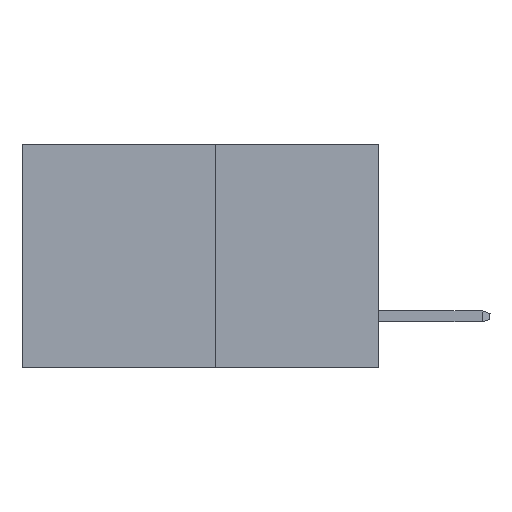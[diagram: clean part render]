
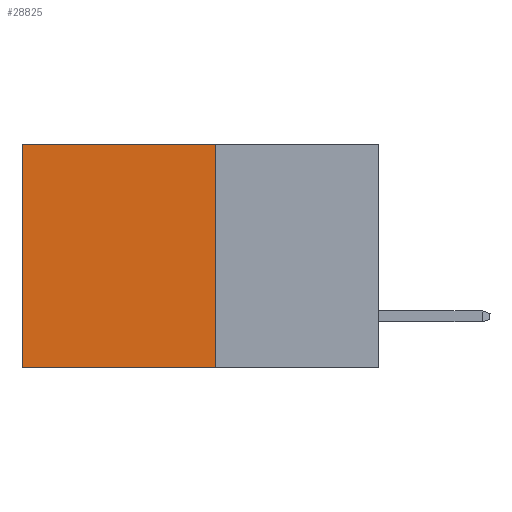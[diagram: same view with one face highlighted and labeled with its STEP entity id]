
A CAD part, left-side view. The second image highlights one B-rep face of the part: STEP entity #28825.
In plain terms, the highlighted planar face has unit normal (-1, 0, 0).
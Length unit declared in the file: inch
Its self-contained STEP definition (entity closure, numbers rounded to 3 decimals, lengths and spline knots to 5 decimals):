
#2101 = VECTOR ( 'NONE', #8365, 39.37008 ) ;
#3330 = VECTOR ( 'NONE', #8183, 39.37008 ) ;
#3402 = FACE_OUTER_BOUND ( 'NONE', #21518, .T. ) ;
#4122 = LINE ( 'NONE', #4527, #29512 ) ;
#4527 = CARTESIAN_POINT ( 'NONE',  ( 0.277, 0.27, -0.37 ) ) ;
#4928 = LINE ( 'NONE', #6425, #30332 ) ;
#6202 = EDGE_CURVE ( 'NONE', #20451, #22212, #4928, .T. ) ;
#6425 = CARTESIAN_POINT ( 'NONE',  ( 0.277, 0.27, -0.37 ) ) ;
#6609 = CARTESIAN_POINT ( 'NONE',  ( 0.277, 0.27, 0. ) ) ;
#7114 = DIRECTION ( 'NONE',  ( 0., 0., -1. ) ) ;
#7578 = CARTESIAN_POINT ( 'NONE',  ( 0.277, 0.59, -0.37 ) ) ;
#8183 = DIRECTION ( 'NONE',  ( 0., 0., -1. ) ) ;
#8365 = DIRECTION ( 'NONE',  ( 0., 1., 0. ) ) ;
#9017 = PLANE ( 'NONE',  #28077 ) ;
#9028 = VERTEX_POINT ( 'NONE', #6609 ) ;
#11466 = DIRECTION ( 'NONE',  ( 1., 0., 0. ) ) ;
#11934 = EDGE_CURVE ( 'NONE', #23158, #22212, #22974, .T. ) ;
#12742 = DIRECTION ( 'NONE',  ( 0., 1., 0. ) ) ;
#13625 = CARTESIAN_POINT ( 'NONE',  ( 0.277, 0.59, -0.37 ) ) ;
#15252 = LINE ( 'NONE', #20495, #2101 ) ;
#16518 = EDGE_CURVE ( 'NONE', #9028, #23158, #15252, .T. ) ;
#19580 = ORIENTED_EDGE ( 'NONE', *, *, #11934, .T. ) ;
#20260 = ORIENTED_EDGE ( 'NONE', *, *, #6202, .F. ) ;
#20451 = VERTEX_POINT ( 'NONE', #26711 ) ;
#20495 = CARTESIAN_POINT ( 'NONE',  ( 0.277, 0.27, 0. ) ) ;
#21143 = CARTESIAN_POINT ( 'NONE',  ( 0.277, 0.27, -0.37 ) ) ;
#21518 = EDGE_LOOP ( 'NONE', ( #19580, #20260, #26456, #23063 ) ) ;
#22212 = VERTEX_POINT ( 'NONE', #7578 ) ;
#22974 = LINE ( 'NONE', #13625, #3330 ) ;
#23063 = ORIENTED_EDGE ( 'NONE', *, *, #16518, .T. ) ;
#23158 = VERTEX_POINT ( 'NONE', #26274 ) ;
#26274 = CARTESIAN_POINT ( 'NONE',  ( 0.277, 0.59, 0. ) ) ;
#26456 = ORIENTED_EDGE ( 'NONE', *, *, #29718, .F. ) ;
#26711 = CARTESIAN_POINT ( 'NONE',  ( 0.277, 0.27, -0.37 ) ) ;
#28077 = AXIS2_PLACEMENT_3D ( 'NONE', #21143, #11466, #28558 ) ;
#28558 = DIRECTION ( 'NONE',  ( 0., 0., -1. ) ) ;
#28825 = ADVANCED_FACE ( 'NONE', ( #3402 ), #9017, .F. ) ;
#29512 = VECTOR ( 'NONE', #7114, 39.37008 ) ;
#29718 = EDGE_CURVE ( 'NONE', #9028, #20451, #4122, .T. ) ;
#30332 = VECTOR ( 'NONE', #12742, 39.37008 ) ;
